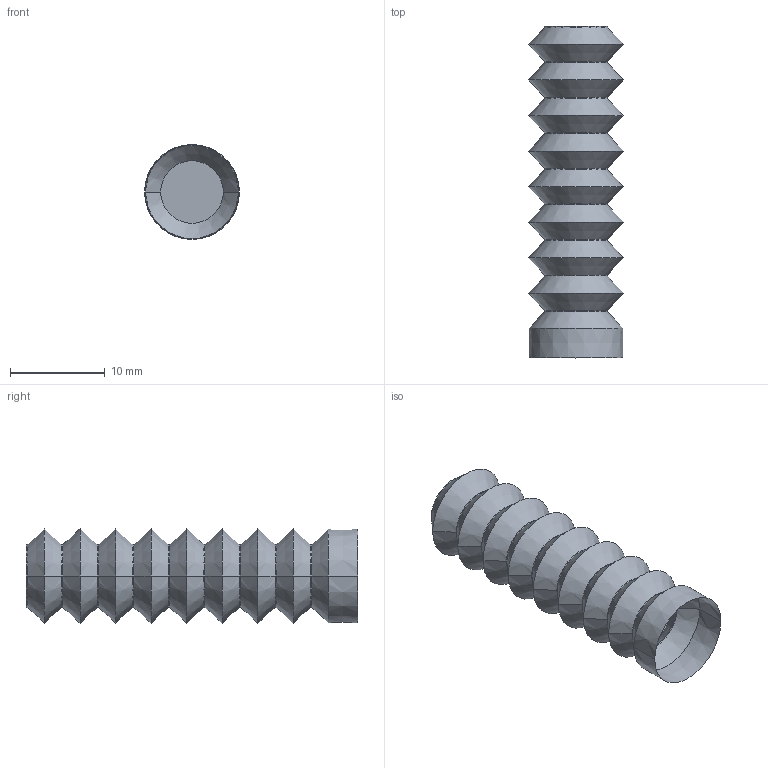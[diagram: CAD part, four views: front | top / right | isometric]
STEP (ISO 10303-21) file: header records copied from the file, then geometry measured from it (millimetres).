
FILE_DESCRIPTION (( 'STEP AP214' ), '1' );
FILE_NAME ('sam-bellow2_surf.STEP', '2020-07-01T06:40:43', ( '' ), ( '' ), 'SwSTEP 2.0', 'SolidWorks 2019', '' );
FILE_SCHEMA (( 'AUTOMOTIVE_DESIGN' ));
Length unit declared in the file: millimetre
Products named in the file (1): sam-bellow2_surf
Bounding box: 10 x 35 x 10 mm (x, y, z)
Surface area: 1252.5 mm2 (no closed solid volume)
Topology: 0 solids, 1 shells, 55 faces, 110 edges, 56 vertices
Faces by surface type: cone 36, cylinder 18, plane 1
Entity records: 1407 total; most frequent: DIRECTION 278, CARTESIAN_POINT 222, ORIENTED_EDGE 218, AXIS2_PLACEMENT_3D 112, EDGE_CURVE 110, CIRCLE 56, VERTEX_POINT 56, EDGE_LOOP 55
